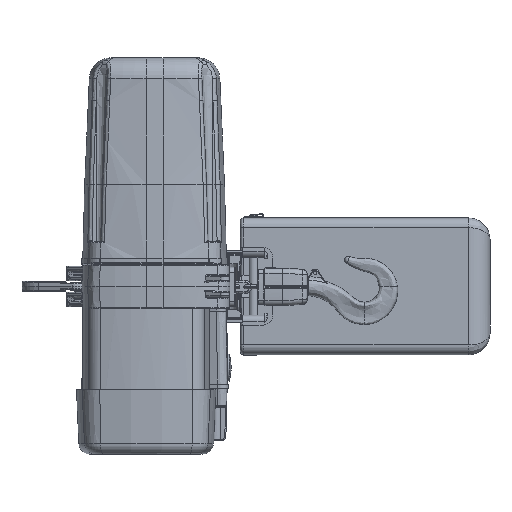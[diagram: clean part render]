
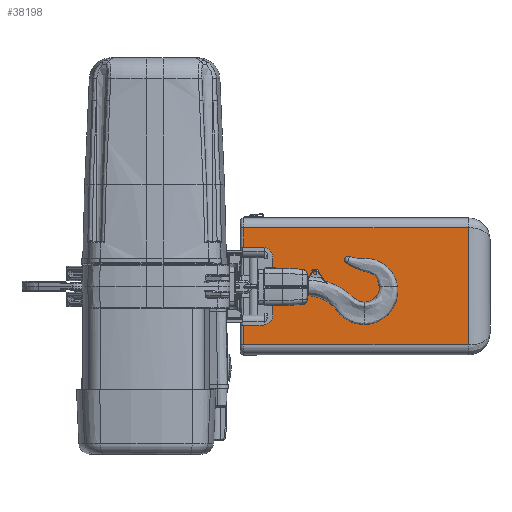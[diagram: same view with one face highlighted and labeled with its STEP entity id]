
A CAD part, left-side view. The second image highlights one B-rep face of the part: STEP entity #38198.
In plain terms, the highlighted planar face has unit normal (-1, 0, 0).
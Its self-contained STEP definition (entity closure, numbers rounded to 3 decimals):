
#2949=PLANE('',#40893);
#3878=FACE_OUTER_BOUND('',#6195,.T.);
#6195=EDGE_LOOP('',(#25052,#25053,#25054,#25055,#25056,#25057,#25058,#25059,
#25060,#25061));
#8648=LINE('',#60601,#10551);
#8652=LINE('',#60613,#10555);
#8656=LINE('',#60621,#10559);
#8674=LINE('',#60674,#10577);
#8675=LINE('',#60676,#10578);
#8676=LINE('',#60678,#10579);
#8677=LINE('',#60680,#10580);
#8678=LINE('',#60681,#10581);
#10551=VECTOR('',#46182,10.);
#10555=VECTOR('',#46192,10.);
#10559=VECTOR('',#46198,10.);
#10577=VECTOR('',#46240,10.);
#10578=VECTOR('',#46241,10.);
#10579=VECTOR('',#46242,10.);
#10580=VECTOR('',#46243,10.);
#10581=VECTOR('',#46244,10.);
#12374=CIRCLE('',#40854,10.);
#12377=CIRCLE('',#40858,10.);
#14714=VERTEX_POINT('',#60518);
#14715=VERTEX_POINT('',#60520);
#14720=VERTEX_POINT('',#60531);
#14721=VERTEX_POINT('',#60533);
#14756=VERTEX_POINT('',#60611);
#14759=VERTEX_POINT('',#60620);
#14782=VERTEX_POINT('',#60673);
#14783=VERTEX_POINT('',#60675);
#14784=VERTEX_POINT('',#60677);
#14785=VERTEX_POINT('',#60679);
#18499=EDGE_CURVE('',#14714,#14715,#12374,.T.);
#18505=EDGE_CURVE('',#14720,#14721,#12377,.T.);
#18538=EDGE_CURVE('',#14714,#14721,#8648,.T.);
#18544=EDGE_CURVE('',#14720,#14756,#8652,.T.);
#18548=EDGE_CURVE('',#14759,#14715,#8656,.T.);
#18574=EDGE_CURVE('',#14782,#14756,#8674,.T.);
#18575=EDGE_CURVE('',#14783,#14782,#8675,.T.);
#18576=EDGE_CURVE('',#14784,#14783,#8676,.T.);
#18577=EDGE_CURVE('',#14785,#14784,#8677,.T.);
#18578=EDGE_CURVE('',#14759,#14785,#8678,.T.);
#25052=ORIENTED_EDGE('',*,*,#18548,.T.);
#25053=ORIENTED_EDGE('',*,*,#18499,.F.);
#25054=ORIENTED_EDGE('',*,*,#18538,.T.);
#25055=ORIENTED_EDGE('',*,*,#18505,.F.);
#25056=ORIENTED_EDGE('',*,*,#18544,.T.);
#25057=ORIENTED_EDGE('',*,*,#18574,.F.);
#25058=ORIENTED_EDGE('',*,*,#18575,.F.);
#25059=ORIENTED_EDGE('',*,*,#18576,.F.);
#25060=ORIENTED_EDGE('',*,*,#18577,.F.);
#25061=ORIENTED_EDGE('',*,*,#18578,.F.);
#38198=ADVANCED_FACE('',(#3878),#2949,.T.);
#40854=AXIS2_PLACEMENT_3D('',#60521,#46114,#46115);
#40858=AXIS2_PLACEMENT_3D('',#60534,#46125,#46126);
#40893=AXIS2_PLACEMENT_3D('',#60672,#46238,#46239);
#46114=DIRECTION('center_axis',(-1.,0.,0.));
#46115=DIRECTION('ref_axis',(0.,-0.707,0.707));
#46125=DIRECTION('center_axis',(-1.,0.,0.));
#46126=DIRECTION('ref_axis',(0.,-0.707,-0.707));
#46182=DIRECTION('',(0.,0.,-1.));
#46192=DIRECTION('',(0.,1.,0.));
#46198=DIRECTION('',(0.,-1.,0.));
#46238=DIRECTION('center_axis',(-1.,0.,0.));
#46239=DIRECTION('ref_axis',(0.,-1.,0.));
#46240=DIRECTION('',(0.,0.,1.));
#46241=DIRECTION('',(0.,1.,0.));
#46242=DIRECTION('',(0.,0.,-1.));
#46243=DIRECTION('',(0.,-1.,0.));
#46244=DIRECTION('',(0.,0.,1.));
#60518=CARTESIAN_POINT('',(38.1,-220.948,26.));
#60520=CARTESIAN_POINT('',(38.1,-210.948,36.));
#60521=CARTESIAN_POINT('Origin',(38.1,-210.948,26.));
#60531=CARTESIAN_POINT('',(38.1,-210.948,-36.));
#60533=CARTESIAN_POINT('',(38.1,-220.948,-26.));
#60534=CARTESIAN_POINT('Origin',(38.1,-210.948,-26.));
#60601=CARTESIAN_POINT('',(38.1,-220.948,-13.5));
#60611=CARTESIAN_POINT('',(38.1,-193.948,-36.));
#60613=CARTESIAN_POINT('',(38.1,-205.948,-36.));
#60620=CARTESIAN_POINT('',(38.1,-193.948,36.));
#60621=CARTESIAN_POINT('',(38.1,-190.948,36.));
#60672=CARTESIAN_POINT('Origin',(38.1,-190.948,-63.));
#60673=CARTESIAN_POINT('',(38.1,-193.948,-54.));
#60674=CARTESIAN_POINT('',(38.1,-193.948,-31.5));
#60675=CARTESIAN_POINT('',(38.1,-400.948,-54.));
#60676=CARTESIAN_POINT('',(38.1,-190.948,-54.));
#60677=CARTESIAN_POINT('',(38.1,-400.948,54.));
#60678=CARTESIAN_POINT('',(38.1,-400.948,-31.5));
#60679=CARTESIAN_POINT('',(38.1,-193.948,54.));
#60680=CARTESIAN_POINT('',(38.1,-190.948,54.));
#60681=CARTESIAN_POINT('',(38.1,-193.948,-31.5));
